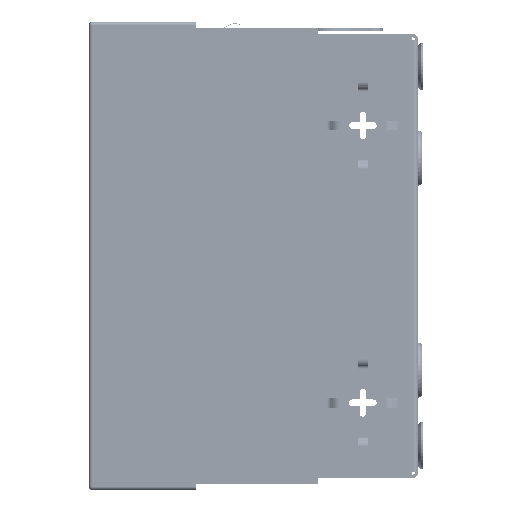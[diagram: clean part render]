
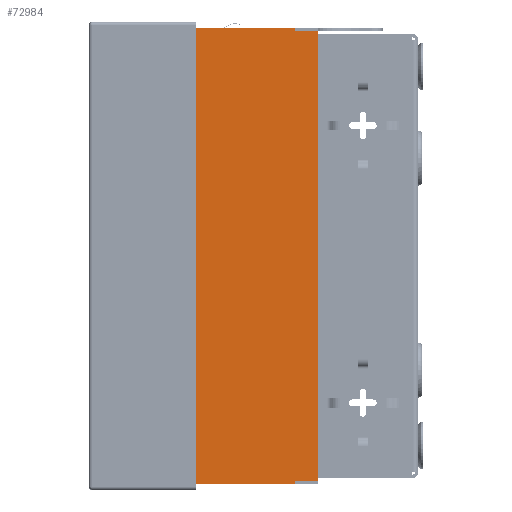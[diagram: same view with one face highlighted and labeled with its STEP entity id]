
A CAD part, left-side view. The second image highlights one B-rep face of the part: STEP entity #72984.
In plain terms, the highlighted planar face has unit normal (-1, 0, 0).
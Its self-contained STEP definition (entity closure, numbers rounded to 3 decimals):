
#1181 = DIRECTION ( 'NONE',  ( 0., 0., -1. ) ) ;
#2319 = DIRECTION ( 'NONE',  ( 0., 0., 1. ) ) ;
#5871 = DIRECTION ( 'NONE',  ( 0., -1., 0. ) ) ;
#10094 = DIRECTION ( 'NONE',  ( 0., 0., -1. ) ) ;
#11265 = VECTOR ( 'NONE', #1181, 1000. ) ;
#12954 = CARTESIAN_POINT ( 'NONE',  ( -70., 68.99, 45. ) ) ;
#15315 = CARTESIAN_POINT ( 'NONE',  ( -70., -68.99, 45. ) ) ;
#15928 = VECTOR ( 'NONE', #184957, 1000. ) ;
#17040 = EDGE_CURVE ( 'NONE', #121615, #184741, #68201, .T. ) ;
#17893 = CARTESIAN_POINT ( 'NONE',  ( -70., 68.99, 45. ) ) ;
#19298 = CARTESIAN_POINT ( 'NONE',  ( -70., 68.17, 45. ) ) ;
#19476 = VERTEX_POINT ( 'NONE', #125676 ) ;
#22481 = ORIENTED_EDGE ( 'NONE', *, *, #136354, .F. ) ;
#23510 = CARTESIAN_POINT ( 'NONE',  ( -70., 68.17, 1.83 ) ) ;
#26427 = DIRECTION ( 'NONE',  ( 0., 0., -1. ) ) ;
#27413 = DIRECTION ( 'NONE',  ( 0., 0., -1. ) ) ;
#28100 = CARTESIAN_POINT ( 'NONE',  ( -70., 0., 1.83 ) ) ;
#31620 = ORIENTED_EDGE ( 'NONE', *, *, #17040, .F. ) ;
#38408 = EDGE_LOOP ( 'NONE', ( #200984, #114576, #31620, #212814, #133970, #50217, #166169, #141929, #219512, #22481, #217519, #213184 ) ) ;
#44303 = PLANE ( 'NONE',  #139010 ) ;
#47335 = CARTESIAN_POINT ( 'NONE',  ( -70., -70., 38. ) ) ;
#50217 = ORIENTED_EDGE ( 'NONE', *, *, #143141, .F. ) ;
#52298 = DIRECTION ( 'NONE',  ( 0., -1., 0. ) ) ;
#61707 = EDGE_CURVE ( 'NONE', #184741, #142196, #167911, .T. ) ;
#64298 = LINE ( 'NONE', #47335, #69519 ) ;
#64643 = CARTESIAN_POINT ( 'NONE',  ( -70., -70., 1.83 ) ) ;
#67657 = VECTOR ( 'NONE', #10094, 1000. ) ;
#68201 = LINE ( 'NONE', #134882, #153926 ) ;
#69519 = VECTOR ( 'NONE', #183227, 1000. ) ;
#72984 = ADVANCED_FACE ( 'NONE', ( #130262 ), #44303, .F. ) ;
#75076 = CARTESIAN_POINT ( 'NONE',  ( -70., 70., 45. ) ) ;
#78945 = LINE ( 'NONE', #28100, #135305 ) ;
#82332 = CARTESIAN_POINT ( 'NONE',  ( -70., -68.99, 45. ) ) ;
#83270 = CARTESIAN_POINT ( 'NONE',  ( -70., 68.17, 1.6 ) ) ;
#87705 = LINE ( 'NONE', #83270, #196500 ) ;
#89678 = VERTEX_POINT ( 'NONE', #129738 ) ;
#91204 = VERTEX_POINT ( 'NONE', #15315 ) ;
#96335 = EDGE_CURVE ( 'NONE', #121615, #208511, #199460, .T. ) ;
#100241 = DIRECTION ( 'NONE',  ( 0., -1., 0. ) ) ;
#104048 = CARTESIAN_POINT ( 'NONE',  ( -70., -68.17, 1.6 ) ) ;
#108877 = VECTOR ( 'NONE', #184803, 1000. ) ;
#113237 = CARTESIAN_POINT ( 'NONE',  ( -70., 0., 45. ) ) ;
#114576 = ORIENTED_EDGE ( 'NONE', *, *, #61707, .F. ) ;
#116551 = CARTESIAN_POINT ( 'NONE',  ( -70., 0., 1.83 ) ) ;
#121002 = LINE ( 'NONE', #204871, #11265 ) ;
#121615 = VERTEX_POINT ( 'NONE', #126790 ) ;
#124352 = CARTESIAN_POINT ( 'NONE',  ( -70., -68.99, 38. ) ) ;
#125382 = VECTOR ( 'NONE', #2319, 1000. ) ;
#125676 = CARTESIAN_POINT ( 'NONE',  ( -70., 68.17, 1.6 ) ) ;
#126790 = CARTESIAN_POINT ( 'NONE',  ( -70., 70., 38. ) ) ;
#127542 = CARTESIAN_POINT ( 'NONE',  ( -70., 70., 1.83 ) ) ;
#127746 = VERTEX_POINT ( 'NONE', #64643 ) ;
#129738 = CARTESIAN_POINT ( 'NONE',  ( -70., -70., 38. ) ) ;
#130262 = FACE_OUTER_BOUND ( 'NONE', #38408, .T. ) ;
#133970 = ORIENTED_EDGE ( 'NONE', *, *, #169879, .T. ) ;
#134825 = LINE ( 'NONE', #201697, #108877 ) ;
#134882 = CARTESIAN_POINT ( 'NONE',  ( -70., 70., 38. ) ) ;
#135305 = VECTOR ( 'NONE', #163849, 1000. ) ;
#136354 = EDGE_CURVE ( 'NONE', #89678, #127746, #121002, .T. ) ;
#138710 = CARTESIAN_POINT ( 'NONE',  ( -70., 68.99, 38. ) ) ;
#139010 = AXIS2_PLACEMENT_3D ( 'NONE', #113237, #182423, #27413 ) ;
#140097 = CARTESIAN_POINT ( 'NONE',  ( -70., 0., 45. ) ) ;
#141929 = ORIENTED_EDGE ( 'NONE', *, *, #221521, .T. ) ;
#142098 = EDGE_CURVE ( 'NONE', #91204, #161252, #198975, .T. ) ;
#142196 = VERTEX_POINT ( 'NONE', #17893 ) ;
#143141 = EDGE_CURVE ( 'NONE', #19476, #154251, #174312, .T. ) ;
#153374 = EDGE_CURVE ( 'NONE', #161252, #89678, #64298, .T. ) ;
#153926 = VECTOR ( 'NONE', #52298, 1000. ) ;
#154251 = VERTEX_POINT ( 'NONE', #23510 ) ;
#154545 = EDGE_CURVE ( 'NONE', #19476, #212872, #87705, .T. ) ;
#161252 = VERTEX_POINT ( 'NONE', #124352 ) ;
#163849 = DIRECTION ( 'NONE',  ( 0., -1., 0. ) ) ;
#166169 = ORIENTED_EDGE ( 'NONE', *, *, #154545, .T. ) ;
#167911 = LINE ( 'NONE', #12954, #15928 ) ;
#169879 = EDGE_CURVE ( 'NONE', #208511, #154251, #78945, .T. ) ;
#173743 = VECTOR ( 'NONE', #5871, 1000. ) ;
#174312 = LINE ( 'NONE', #19298, #125382 ) ;
#182205 = EDGE_CURVE ( 'NONE', #142196, #91204, #208073, .T. ) ;
#182423 = DIRECTION ( 'NONE',  ( 1., 0., 0. ) ) ;
#183227 = DIRECTION ( 'NONE',  ( 0., -1., 0. ) ) ;
#184741 = VERTEX_POINT ( 'NONE', #138710 ) ;
#184803 = DIRECTION ( 'NONE',  ( 0., 0., 1. ) ) ;
#184957 = DIRECTION ( 'NONE',  ( 0., 0., 1. ) ) ;
#186712 = VECTOR ( 'NONE', #187960, 1000. ) ;
#187960 = DIRECTION ( 'NONE',  ( 0., 1., 0. ) ) ;
#196500 = VECTOR ( 'NONE', #100241, 1000. ) ;
#198376 = EDGE_CURVE ( 'NONE', #127746, #198719, #202634, .T. ) ;
#198719 = VERTEX_POINT ( 'NONE', #202363 ) ;
#198975 = LINE ( 'NONE', #82332, #67657 ) ;
#199460 = LINE ( 'NONE', #75076, #199956 ) ;
#199956 = VECTOR ( 'NONE', #26427, 1000. ) ;
#200984 = ORIENTED_EDGE ( 'NONE', *, *, #182205, .F. ) ;
#201697 = CARTESIAN_POINT ( 'NONE',  ( -70., -68.17, 45. ) ) ;
#202363 = CARTESIAN_POINT ( 'NONE',  ( -70., -68.17, 1.83 ) ) ;
#202634 = LINE ( 'NONE', #116551, #186712 ) ;
#204871 = CARTESIAN_POINT ( 'NONE',  ( -70., -70., 45. ) ) ;
#208073 = LINE ( 'NONE', #140097, #173743 ) ;
#208511 = VERTEX_POINT ( 'NONE', #127542 ) ;
#212814 = ORIENTED_EDGE ( 'NONE', *, *, #96335, .T. ) ;
#212872 = VERTEX_POINT ( 'NONE', #104048 ) ;
#213184 = ORIENTED_EDGE ( 'NONE', *, *, #142098, .F. ) ;
#217519 = ORIENTED_EDGE ( 'NONE', *, *, #153374, .F. ) ;
#219512 = ORIENTED_EDGE ( 'NONE', *, *, #198376, .F. ) ;
#221521 = EDGE_CURVE ( 'NONE', #212872, #198719, #134825, .T. ) ;
